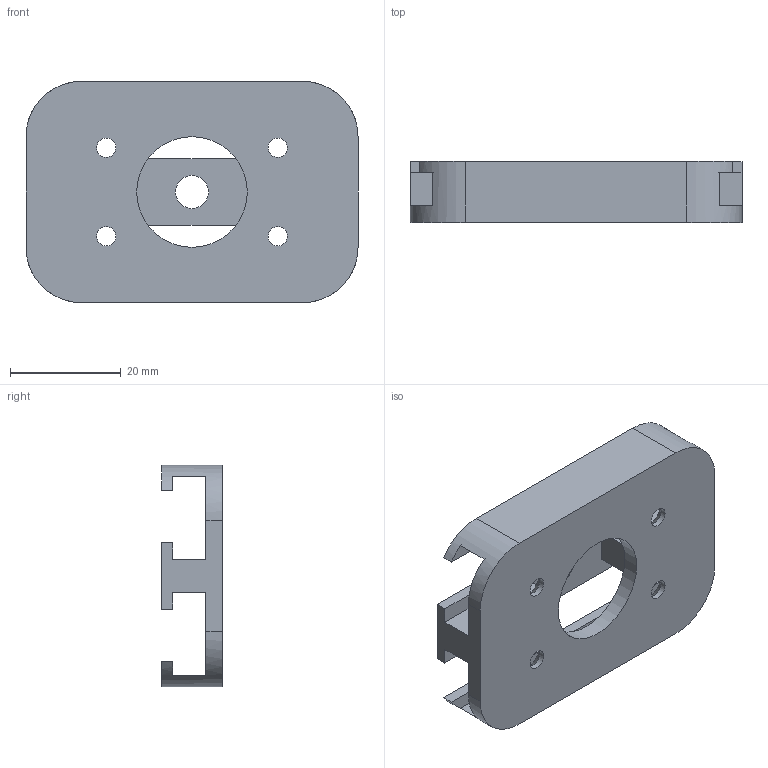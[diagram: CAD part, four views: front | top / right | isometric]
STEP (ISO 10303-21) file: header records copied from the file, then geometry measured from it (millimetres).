
FILE_DESCRIPTION(('FreeCAD Model'),'2;1');
FILE_NAME('Open CASCADE Shape Model','2024-08-14T08:16:21',('Author'),( ''),'Open CASCADE STEP processor 7.6','FreeCAD','Unknown');
FILE_SCHEMA(('AUTOMOTIVE_DESIGN { 1 0 10303 214 1 1 1 1 }'));
Length unit declared in the file: millimetre
Products named in the file (1): gripper_rail_base v1
Bounding box: 60 x 11 x 40 mm (x, y, z)
Volume: 10611.7 mm3; surface area: 8832 mm2
Topology: 1 solids, 1 shells, 47 faces, 137 edges, 89 vertices
Faces by surface type: plane 29, cylinder 14, cone 4
Full cylindrical faces by diameter (mm): 3.5 x4, 6 x1, 20 x1
Entity records: 1606 total; most frequent: CARTESIAN_POINT 274, DIRECTION 274, ORIENTED_EDGE 274, EDGE_CURVE 137, LINE 96, VECTOR 96, AXIS2_PLACEMENT_3D 89, VERTEX_POINT 89
